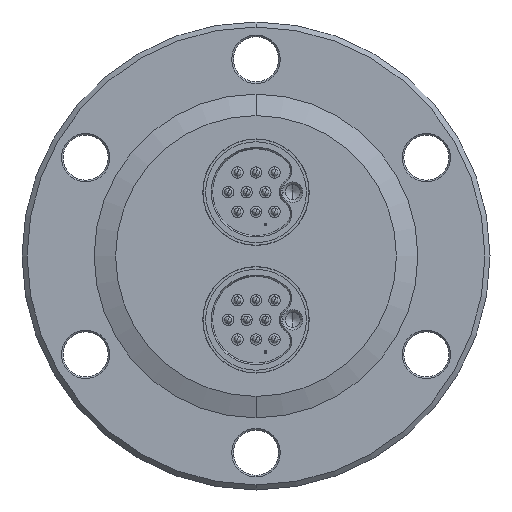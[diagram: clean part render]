
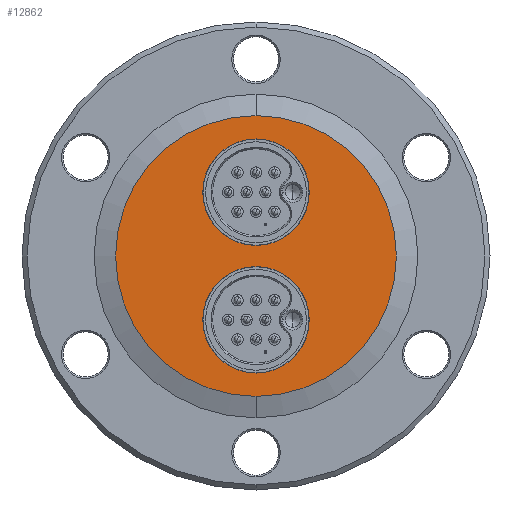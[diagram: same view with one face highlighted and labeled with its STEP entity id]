
A CAD part, front view. The second image highlights one B-rep face of the part: STEP entity #12862.
In plain terms, the highlighted planar face has unit normal (0, -1, 0).
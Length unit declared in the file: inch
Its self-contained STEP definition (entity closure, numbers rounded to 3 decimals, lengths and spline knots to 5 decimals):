
#1324 = ORIENTED_EDGE ( 'NONE', *, *, #14126, .T. ) ;
#1341 = VERTEX_POINT ( 'NONE', #12284 ) ;
#1348 = VERTEX_POINT ( 'NONE', #12302 ) ;
#1360 = VERTEX_POINT ( 'NONE', #12305 ) ;
#1391 = VERTEX_POINT ( 'NONE', #12332 ) ;
#1425 = ORIENTED_EDGE ( 'NONE', *, *, #13881, .T. ) ;
#1519 = VERTEX_POINT ( 'NONE', #12434 ) ;
#1520 = VERTEX_POINT ( 'NONE', #12435 ) ;
#1765 = ORIENTED_EDGE ( 'NONE', *, *, #15316, .T. ) ;
#1925 = ORIENTED_EDGE ( 'NONE', *, *, #14123, .T. ) ;
#2041 = ORIENTED_EDGE ( 'NONE', *, *, #8225, .T. ) ;
#2213 = ORIENTED_EDGE ( 'NONE', *, *, #13892, .T. ) ;
#2492 = CIRCLE ( 'NONE', #12796, 0.825 ) ;
#2766 = AXIS2_PLACEMENT_3D ( 'NONE', #3644, #3643, #3642 ) ;
#3642 = DIRECTION ( 'NONE',  ( 0., 0., -1. ) ) ;
#3643 = DIRECTION ( 'NONE',  ( 0., -1., 0. ) ) ;
#3644 = CARTESIAN_POINT ( 'NONE',  ( 0., -0.449, 0. ) ) ;
#4191 = FACE_BOUND ( 'NONE', #10243, .T. ) ;
#4195 = FACE_BOUND ( 'NONE', #10252, .T. ) ;
#4197 = FACE_OUTER_BOUND ( 'NONE', #10257, .T. ) ;
#4752 = DIRECTION ( 'NONE',  ( 0., 0., -1. ) ) ;
#4754 = PLANE ( 'NONE',  #15176 ) ;
#4756 = CARTESIAN_POINT ( 'NONE',  ( 0.825, -0.449, 0. ) ) ;
#4758 = DIRECTION ( 'NONE',  ( 0., -1., 0. ) ) ;
#5502 = DIRECTION ( 'NONE',  ( 0., 0., -1. ) ) ;
#5503 = DIRECTION ( 'NONE',  ( 0., 1., 0. ) ) ;
#5504 = CARTESIAN_POINT ( 'NONE',  ( 0., -0.449, -0.375 ) ) ;
#5802 = DIRECTION ( 'NONE',  ( 0., 1., 0. ) ) ;
#5978 = CARTESIAN_POINT ( 'NONE',  ( 0., -0.449, 0.375 ) ) ;
#6235 = DIRECTION ( 'NONE',  ( 0., 0., -1. ) ) ;
#6387 = CIRCLE ( 'NONE', #12717, 0.313 ) ;
#6392 = CIRCLE ( 'NONE', #12714, 0.313 ) ;
#6787 = CIRCLE ( 'NONE', #12556, 0.313 ) ;
#6792 = CIRCLE ( 'NONE', #12546, 0.313 ) ;
#8225 = EDGE_CURVE ( 'NONE', #1520, #1519, #9730, .T. ) ;
#9730 = CIRCLE ( 'NONE', #2766, 0.825 ) ;
#10243 = EDGE_LOOP ( 'NONE', ( #2213, #1925 ) ) ;
#10252 = EDGE_LOOP ( 'NONE', ( #1425, #1324 ) ) ;
#10257 = EDGE_LOOP ( 'NONE', ( #2041, #1765 ) ) ;
#12284 = CARTESIAN_POINT ( 'NONE',  ( 0., -0.449, -0.688 ) ) ;
#12302 = CARTESIAN_POINT ( 'NONE',  ( 0., -0.449, 0.062 ) ) ;
#12305 = CARTESIAN_POINT ( 'NONE',  ( 0., -0.449, 0.688 ) ) ;
#12332 = CARTESIAN_POINT ( 'NONE',  ( 0., -0.449, -0.062 ) ) ;
#12434 = CARTESIAN_POINT ( 'NONE',  ( 0., -0.449, 0.825 ) ) ;
#12435 = CARTESIAN_POINT ( 'NONE',  ( 0., -0.449, -0.825 ) ) ;
#12546 = AXIS2_PLACEMENT_3D ( 'NONE', #5504, #5503, #5502 ) ;
#12556 = AXIS2_PLACEMENT_3D ( 'NONE', #5978, #5802, #6235 ) ;
#12714 = AXIS2_PLACEMENT_3D ( 'NONE', #14156, #14157, #14158 ) ;
#12717 = AXIS2_PLACEMENT_3D ( 'NONE', #14165, #14166, #14167 ) ;
#12796 = AXIS2_PLACEMENT_3D ( 'NONE', #14592, #14594, #14596 ) ;
#12862 = ADVANCED_FACE ( 'NONE', ( #4197, #4191, #4195 ), #4754, .T. ) ;
#13881 = EDGE_CURVE ( 'NONE', #1341, #1391, #6792, .T. ) ;
#13892 = EDGE_CURVE ( 'NONE', #1348, #1360, #6787, .T. ) ;
#14123 = EDGE_CURVE ( 'NONE', #1360, #1348, #6392, .T. ) ;
#14126 = EDGE_CURVE ( 'NONE', #1391, #1341, #6387, .T. ) ;
#14156 = CARTESIAN_POINT ( 'NONE',  ( 0., -0.449, 0.375 ) ) ;
#14157 = DIRECTION ( 'NONE',  ( 0., 1., 0. ) ) ;
#14158 = DIRECTION ( 'NONE',  ( 0., 0., -1. ) ) ;
#14165 = CARTESIAN_POINT ( 'NONE',  ( 0., -0.449, -0.375 ) ) ;
#14166 = DIRECTION ( 'NONE',  ( 0., 1., 0. ) ) ;
#14167 = DIRECTION ( 'NONE',  ( 0., 0., -1. ) ) ;
#14592 = CARTESIAN_POINT ( 'NONE',  ( 0., -0.449, 0. ) ) ;
#14594 = DIRECTION ( 'NONE',  ( 0., -1., 0. ) ) ;
#14596 = DIRECTION ( 'NONE',  ( 0., 0., -1. ) ) ;
#15176 = AXIS2_PLACEMENT_3D ( 'NONE', #4756, #4758, #4752 ) ;
#15316 = EDGE_CURVE ( 'NONE', #1519, #1520, #2492, .T. ) ;
